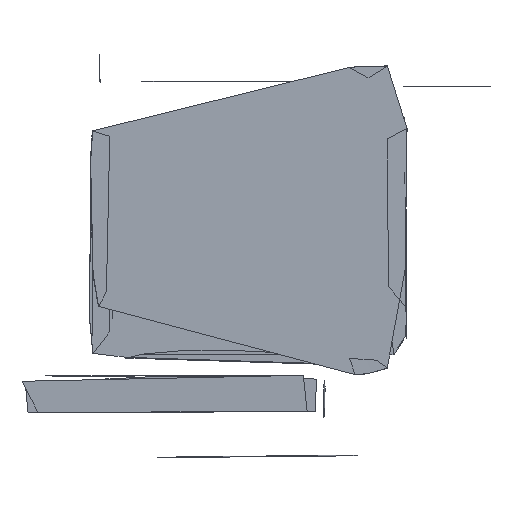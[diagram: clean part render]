
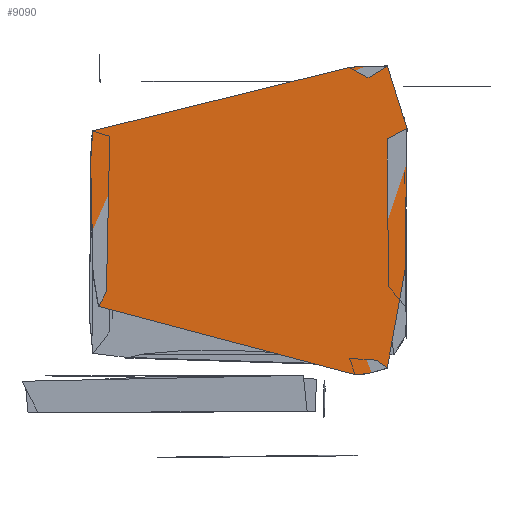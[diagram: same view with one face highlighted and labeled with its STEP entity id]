
A CAD part, top view. The second image highlights one B-rep face of the part: STEP entity #9090.
In plain terms, the highlighted free-form (B-spline) face has degree [1, 1] with [2, 2] control points.
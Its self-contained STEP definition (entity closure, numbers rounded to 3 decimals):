
#8180 = CARTESIAN_POINT ('', (30.863, -736.622, 0.31));
#8190 = VERTEX_POINT ('', #8180);
#8200 = CARTESIAN_POINT ('', (34.641, -715.814, 0.413));
#8210 = VERTEX_POINT ('', #8200);
#8220 = CARTESIAN_POINT ('', (30.863, -736.622, 0.31));
#8230 = CARTESIAN_POINT ('', (34.641, -715.814, 0.413));
#8240 = B_SPLINE_CURVE_WITH_KNOTS ('', 1, (#8220, #8230), .UNSPECIFIED., .F., .U., (2, 2), (0., 1.), .UNSPECIFIED.);
#8250 = EDGE_CURVE ('', #8190, #8210, #8240, .T.);
#8260 = ORIENTED_EDGE ('', *, *, #8250, .F.);
#8270 = CARTESIAN_POINT ('', (26.745, -737.841, 0.255));
#8280 = VERTEX_POINT ('', #8270);
#8290 = CARTESIAN_POINT ('', (26.745, -737.841, 0.255));
#8300 = CARTESIAN_POINT ('', (30.863, -736.622, 0.31));
#8310 = B_SPLINE_CURVE_WITH_KNOTS ('', 1, (#8290, #8300), .UNSPECIFIED., .F., .U., (2, 2), (0., 1.), .UNSPECIFIED.);
#8320 = EDGE_CURVE ('', #8280, #8190, #8310, .T.);
#8330 = ORIENTED_EDGE ('', *, *, #8320, .F.);
#8340 = CARTESIAN_POINT ('', (24.014, -737.963, 0.221));
#8350 = VERTEX_POINT ('', #8340);
#8360 = CARTESIAN_POINT ('', (24.014, -737.963, 0.221));
#8370 = CARTESIAN_POINT ('', (26.745, -737.841, 0.255));
#8380 = B_SPLINE_CURVE_WITH_KNOTS ('', 1, (#8360, #8370), .UNSPECIFIED., .F., .U., (2, 2), (0., 1.), .UNSPECIFIED.);
#8390 = EDGE_CURVE ('', #8350, #8280, #8380, .T.);
#8400 = ORIENTED_EDGE ('', *, *, #8390, .F.);
#8410 = CARTESIAN_POINT ('', (-29.968, -723.614, -0.418));
#8420 = VERTEX_POINT ('', #8410);
#8430 = CARTESIAN_POINT ('', (-29.968, -723.614, -0.418));
#8440 = CARTESIAN_POINT ('', (24.014, -737.963, 0.221));
#8450 = B_SPLINE_CURVE_WITH_KNOTS ('', 1, (#8430, #8440), .UNSPECIFIED., .F., .U., (2, 2), (0., 1.), .UNSPECIFIED.);
#8460 = EDGE_CURVE ('', #8420, #8350, #8450, .T.);
#8470 = ORIENTED_EDGE ('', *, *, #8460, .F.);
#8480 = CARTESIAN_POINT ('', (-31.15, -716.877, -0.414));
#8490 = VERTEX_POINT ('', #8480);
#8500 = CARTESIAN_POINT ('', (-31.15, -716.877, -0.414));
#8510 = CARTESIAN_POINT ('', (-29.968, -723.614, -0.418));
#8520 = B_SPLINE_CURVE_WITH_KNOTS ('', 1, (#8500, #8510), .UNSPECIFIED., .F., .U., (2, 2), (0., 1.), .UNSPECIFIED.);
#8530 = EDGE_CURVE ('', #8490, #8420, #8520, .T.);
#8540 = ORIENTED_EDGE ('', *, *, #8530, .F.);
#8550 = CARTESIAN_POINT ('', (-31.672, -693.086, -0.357));
#8560 = VERTEX_POINT ('', #8550);
#8570 = CARTESIAN_POINT ('', (-31.672, -693.086, -0.357));
#8580 = CARTESIAN_POINT ('', (-31.15, -716.877, -0.414));
#8590 = B_SPLINE_CURVE_WITH_KNOTS ('', 1, (#8570, #8580), .UNSPECIFIED., .F., .U., (2, 2), (0., 1.), .UNSPECIFIED.);
#8600 = EDGE_CURVE ('', #8560, #8490, #8590, .T.);
#8610 = ORIENTED_EDGE ('', *, *, #8600, .F.);
#8620 = CARTESIAN_POINT ('', (-31.254, -686.658, -0.334));
#8630 = VERTEX_POINT ('', #8620);
#8640 = CARTESIAN_POINT ('', (-31.254, -686.658, -0.334));
#8650 = CARTESIAN_POINT ('', (-31.672, -693.086, -0.357));
#8660 = B_SPLINE_CURVE_WITH_KNOTS ('', 1, (#8640, #8650), .UNSPECIFIED., .F., .U., (2, 2), (0., 1.), .UNSPECIFIED.);
#8670 = EDGE_CURVE ('', #8630, #8560, #8660, .T.);
#8680 = ORIENTED_EDGE ('', *, *, #8670, .F.);
#8690 = CARTESIAN_POINT ('', (22.976, -673.286, 0.381));
#8700 = VERTEX_POINT ('', #8690);
#8710 = CARTESIAN_POINT ('', (22.976, -673.286, 0.381));
#8720 = CARTESIAN_POINT ('', (-31.254, -686.658, -0.334));
#8730 = B_SPLINE_CURVE_WITH_KNOTS ('', 1, (#8710, #8720), .UNSPECIFIED., .F., .U., (2, 2), (0., 1.), .UNSPECIFIED.);
#8740 = EDGE_CURVE ('', #8700, #8630, #8730, .T.);
#8750 = ORIENTED_EDGE ('', *, *, #8740, .F.);
#8760 = CARTESIAN_POINT ('', (24.169, -673.15, 0.397));
#8770 = VERTEX_POINT ('', #8760);
#8780 = CARTESIAN_POINT ('', (24.169, -673.15, 0.397));
#8790 = CARTESIAN_POINT ('', (22.976, -673.286, 0.381));
#8800 = B_SPLINE_CURVE_WITH_KNOTS ('', 1, (#8780, #8790), .UNSPECIFIED., .F., .U., (2, 2), (0., 1.), .UNSPECIFIED.);
#8810 = EDGE_CURVE ('', #8770, #8700, #8800, .T.);
#8820 = ORIENTED_EDGE ('', *, *, #8810, .F.);
#8830 = CARTESIAN_POINT ('', (30.851, -672.972, 0.481));
#8840 = VERTEX_POINT ('', #8830);
#8850 = CARTESIAN_POINT ('', (30.851, -672.972, 0.481));
#8860 = CARTESIAN_POINT ('', (24.169, -673.15, 0.397));
#8870 = B_SPLINE_CURVE_WITH_KNOTS ('', 1, (#8850, #8860), .UNSPECIFIED., .F., .U., (2, 2), (0., 1.), .UNSPECIFIED.);
#8880 = EDGE_CURVE ('', #8840, #8770, #8870, .T.);
#8890 = ORIENTED_EDGE ('', *, *, #8880, .F.);
#8900 = CARTESIAN_POINT ('', (35.037, -686.242, 0.498));
#8910 = VERTEX_POINT ('', #8900);
#8920 = CARTESIAN_POINT ('', (35.037, -686.242, 0.498));
#8930 = CARTESIAN_POINT ('', (30.851, -672.972, 0.481));
#8940 = B_SPLINE_CURVE_WITH_KNOTS ('', 1, (#8920, #8930), .UNSPECIFIED., .F., .U., (2, 2), (0., 1.), .UNSPECIFIED.);
#8950 = EDGE_CURVE ('', #8910, #8840, #8940, .T.);
#8960 = ORIENTED_EDGE ('', *, *, #8950, .F.);
#8970 = CARTESIAN_POINT ('', (34.641, -715.814, 0.413));
#8980 = CARTESIAN_POINT ('', (35.037, -686.242, 0.498));
#8990 = B_SPLINE_CURVE_WITH_KNOTS ('', 1, (#8970, #8980), .UNSPECIFIED., .F., .U., (2, 2), (0., 1.), .UNSPECIFIED.);
#9000 = EDGE_CURVE ('', #8210, #8910, #8990, .T.);
#9010 = ORIENTED_EDGE ('', *, *, #9000, .F.);
#9020 = EDGE_LOOP ('', (#8260, #8330, #8400, #8470, #8540, #8610, #8680, #8750, #8820, #8890, #8960, #9010));
#9030 = FACE_OUTER_BOUND ('', #9020, .T.);
#9040 = CARTESIAN_POINT ('', (86.822, -649.537, 1.246));
#9050 = CARTESIAN_POINT ('', (-42.056, -627.567, -0.311));
#9060 = CARTESIAN_POINT ('', (64.858, -778.424, 0.624));
#9070 = CARTESIAN_POINT ('', (-64.02, -756.454, -0.933));
#9080 = B_SPLINE_SURFACE_WITH_KNOTS ('', 1, 1, ((#9040, #9050), (#9060, #9070)), .UNSPECIFIED., .F., .F., .U., (2, 2), (2, 2), (0., 1.), (0., 1.), .UNSPECIFIED.);
#9090 = ADVANCED_FACE ('', (#9030), #9080, .T.);
